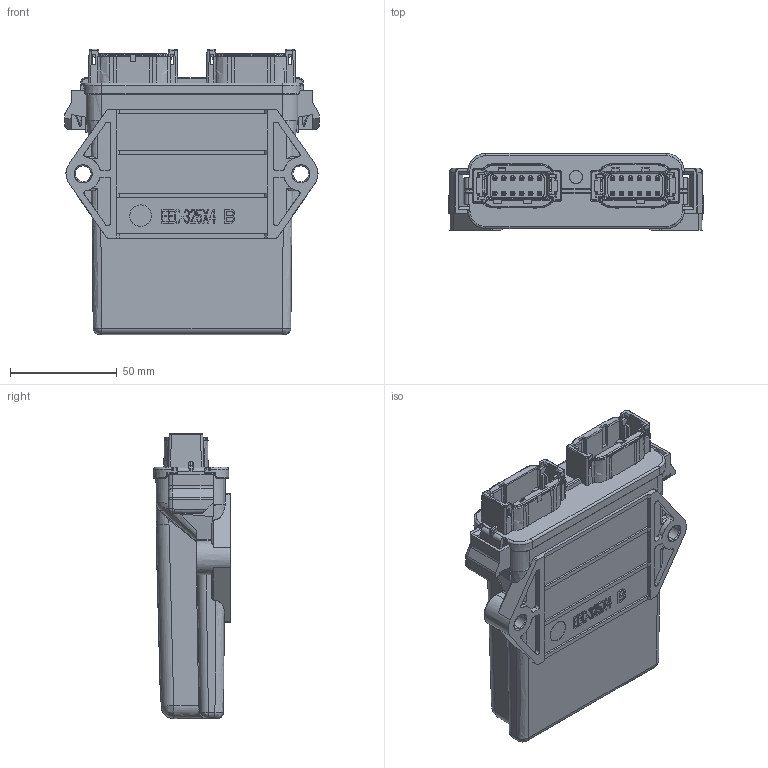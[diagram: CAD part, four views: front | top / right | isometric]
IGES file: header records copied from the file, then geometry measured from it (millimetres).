
Start section: SolidWorks IGES file using analytic representation for surfaces
Global section: file name: XM500.IGS; native system: SolidWorks 2010; preprocessor: SolidWorks 2010; author: csiebert; date: 110307.083044; units: inch
Bounding box: 119.45 x 36.03 x 133.78 mm (x, y, z)
Surface area: 97268.4 mm2 (no closed solid volume)
Topology: 0 solids, 0 shells, 2276 faces, 25106 edges, 31914 vertices
Faces by surface type: bspline 1454, revolution 822
